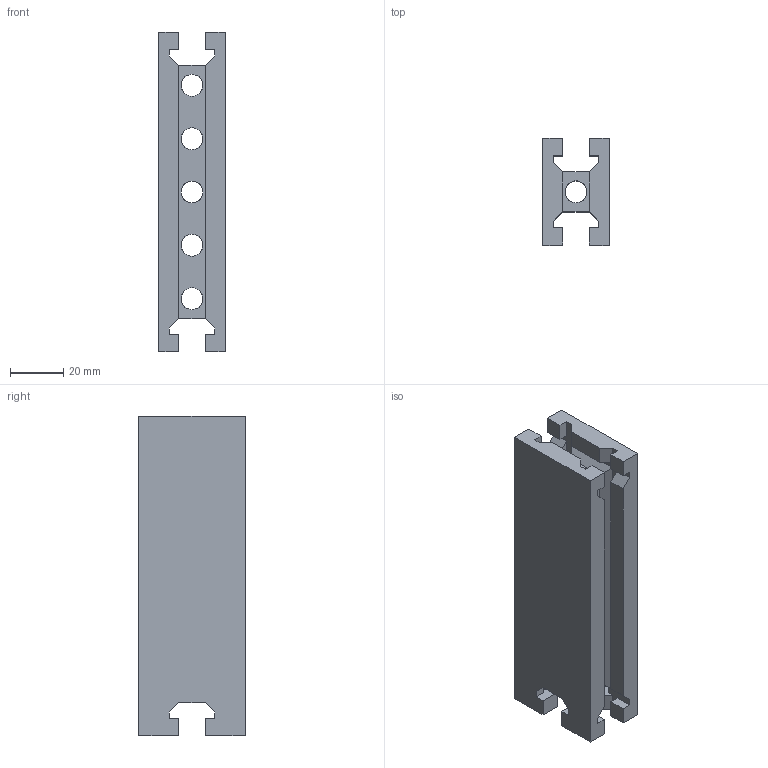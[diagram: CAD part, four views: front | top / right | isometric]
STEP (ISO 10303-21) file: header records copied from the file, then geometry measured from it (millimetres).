
FILE_DESCRIPTION(('STEP AP214'),'1');
FILE_NAME(' ',' ',('TraceParts'),('TraceParts S.A.'),'XStep 1.0',' ',' ');
FILE_SCHEMA(('automotive_design'));
Length unit declared in the file: millimetre
Products named in the file (1): 1
Bounding box: 25 x 40 x 120 mm (x, y, z)
Volume: 68204.4 mm3; surface area: 28023.3 mm2
Topology: 1 solids, 1 shells, 132 faces, 378 edges, 238 vertices
Faces by surface type: plane 100, cylinder 32
Entity records: 8386 total; most frequent: CARTESIAN_POINT 869, ORIENTED_EDGE 756, STYLED_ITEM 748, PRESENTATION_STYLE_ASSIGNMENT 748, COLOUR_RGB 748, DIRECTION 628, EDGE_CURVE 378, CURVE_STYLE 378
